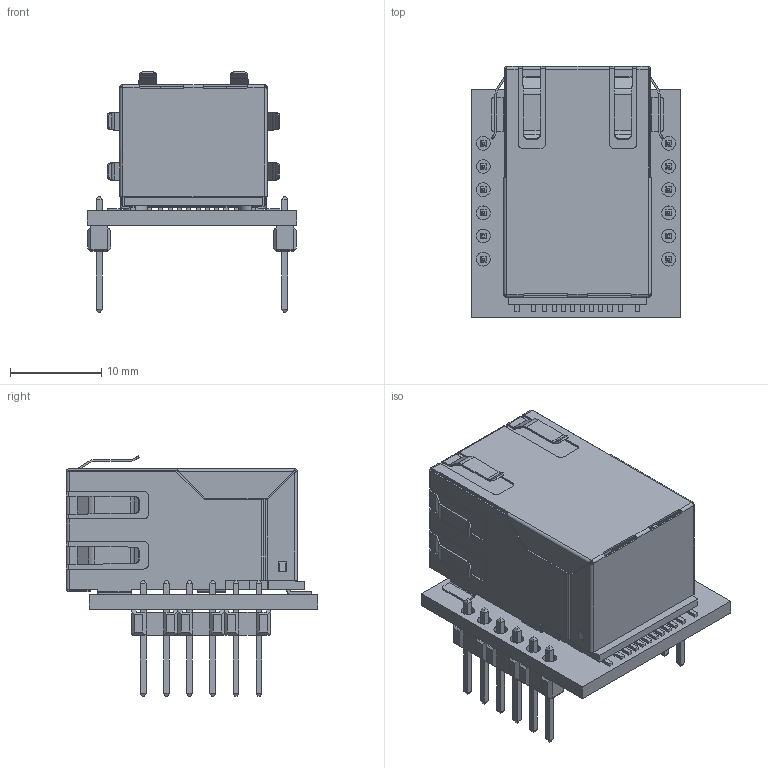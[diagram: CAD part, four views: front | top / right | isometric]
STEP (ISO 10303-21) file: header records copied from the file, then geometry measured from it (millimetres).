
FILE_DESCRIPTION (( 'STEP AP214' ), '1' );
FILE_NAME ('USR-ES1.STEP', '2022-01-06T12:01:59', ( '' ), ( '' ), 'SwSTEP 2.0', 'SolidWorks 2018', '' );
FILE_SCHEMA (( 'AUTOMOTIVE_DESIGN' ));
Length unit declared in the file: inch
Products named in the file (1): USR-ES1
Bounding box: 23 x 27.5 x 26.36 mm (x, y, z)
Volume: 3443.7 mm3; surface area: 10409.9 mm2
Topology: 55 solids, 55 shells, 2026 faces, 5317 edges, 3372 vertices
Faces by surface type: plane 1586, cylinder 360, bspline 76, cone 4
Entity records: 90993 total; most frequent: CARTESIAN_POINT 14104, ORIENTED_EDGE 10634, DIRECTION 9703, EDGE_CURVE 5317, VECTOR 4577, LINE 4577, VERTEX_POINT 3372, AXIS2_PLACEMENT_3D 2563
